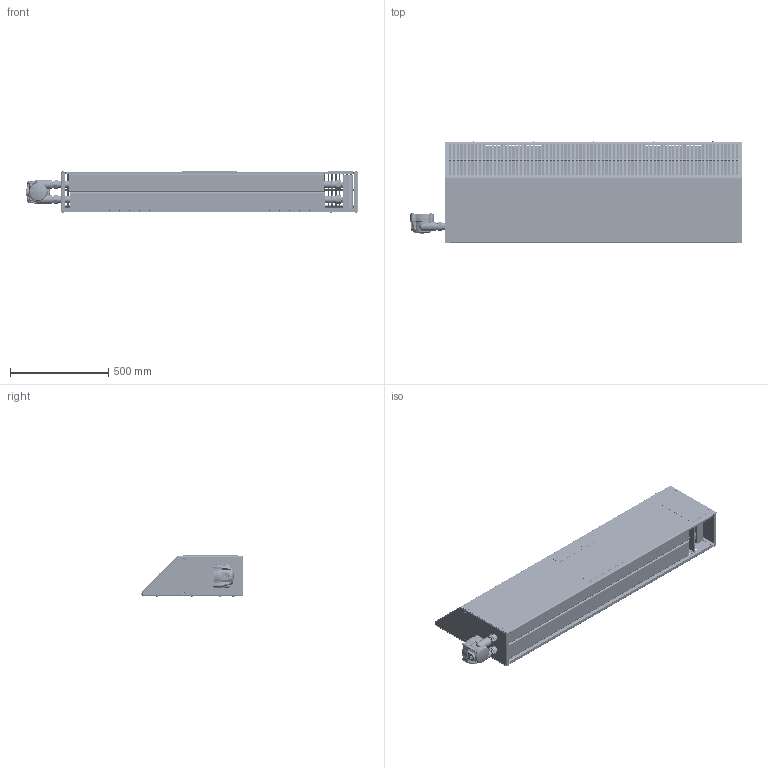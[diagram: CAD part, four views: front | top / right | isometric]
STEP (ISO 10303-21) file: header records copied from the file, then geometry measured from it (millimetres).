
FILE_DESCRIPTION (( 'STEP AP214' ), '1' );
FILE_NAME ('XEC-L Y MOUNT W-BLANK 59.5.STEP', '2021-08-31T20:14:11', ( '' ), ( '' ), 'SwSTEP 2.0', 'SolidWorks 2020', '' );
FILE_SCHEMA (( 'AUTOMOTIVE_DESIGN' ));
Length unit declared in the file: inch
Products named in the file (1): XEC-L Y MOUNT W-BLANK 59.5
Bounding box: 1688.54 x 519.46 x 215.29 mm (x, y, z)
Volume: 38766327.6 mm3; surface area: 5826457.3 mm2
Topology: 71 solids, 71 shells, 8827 faces, 22761 edges, 14326 vertices
Faces by surface type: cylinder 2943, plane 2335, bspline 1401, cone 1263, torus 850, sphere 35
Entity records: 520664 total; most frequent: CARTESIAN_POINT 208848, ORIENTED_EDGE 45442, DIRECTION 36165, EDGE_CURVE 22721, VERTEX_POINT 14326, AXIS2_PLACEMENT_3D 12943, LINE 10279, VECTOR 10279
